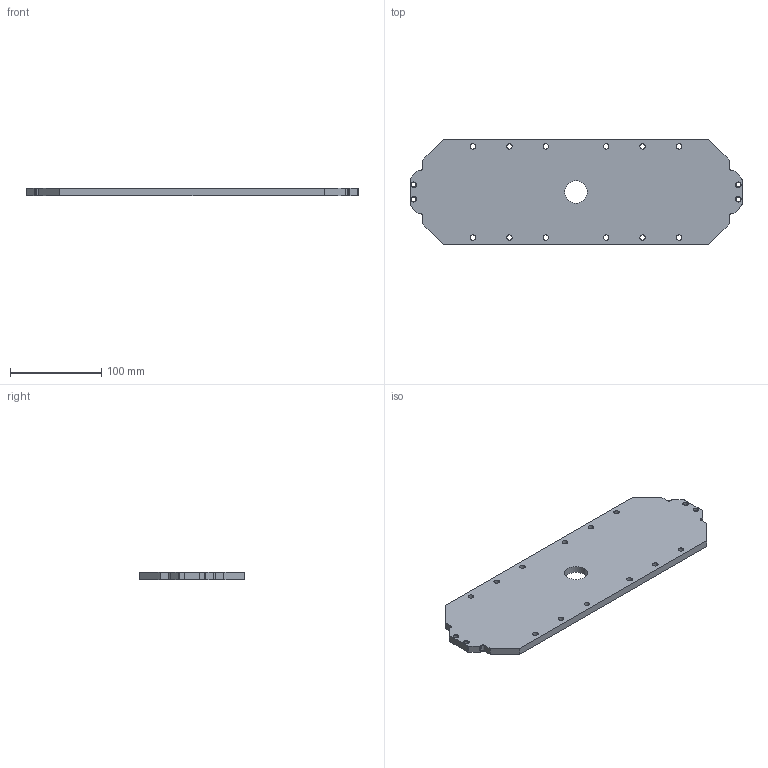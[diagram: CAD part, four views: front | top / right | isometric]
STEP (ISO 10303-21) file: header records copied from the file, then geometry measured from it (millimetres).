
FILE_DESCRIPTION((''),'2;1');
FILE_NAME('KINBOX_BACK_V2FIN','2023-02-28T10:41:00',('Atif'),(''),'CREO PARAMETRIC BY PTC INC, 2022073','CREO PARAMETRIC BY PTC INC, 2022073','');
FILE_SCHEMA(('CONFIG_CONTROL_DESIGN'));
Length unit declared in the file: millimetre
Products named in the file (1): KINBOX_BACK_V2FIN
Bounding box: 364 x 116 x 8 mm (x, y, z)
Volume: 305434.6 mm3; surface area: 86942 mm2
Topology: 1 solids, 5 shells, 76 faces, 222 edges, 148 vertices
Faces by surface type: cylinder 54, plane 22
Entity records: 2677 total; most frequent: DIRECTION 484, CARTESIAN_POINT 447, ORIENTED_EDGE 428, EDGE_CURVE 222, AXIS2_PLACEMENT_3D 185, VERTEX_POINT 148, VECTOR 114, LINE 114
